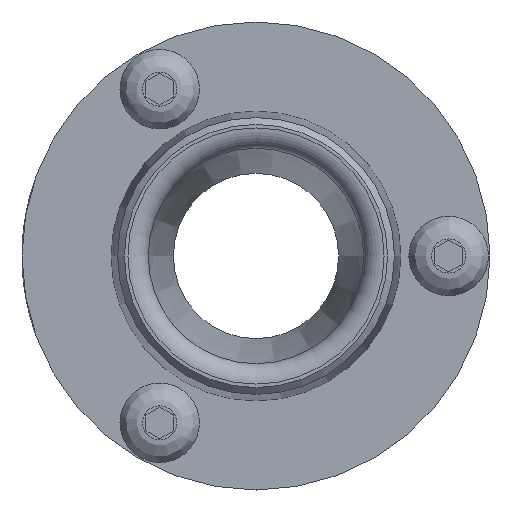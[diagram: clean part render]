
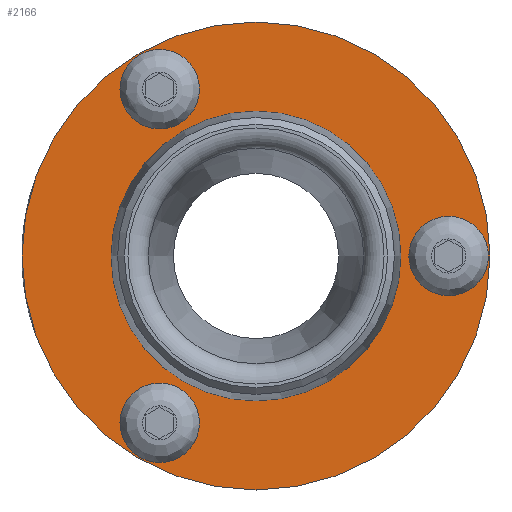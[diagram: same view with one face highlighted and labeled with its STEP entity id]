
A CAD part, left-side view. The second image highlights one B-rep face of the part: STEP entity #2166.
In plain terms, the highlighted planar face has unit normal (-1, 0, 0).
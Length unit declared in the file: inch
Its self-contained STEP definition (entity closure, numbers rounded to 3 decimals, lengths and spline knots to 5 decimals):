
#1801=CARTESIAN_POINT('',(13.80888,7.95316,-0.85195));
#1802=VERTEX_POINT('',#1801);
#1803=CARTESIAN_POINT('',(13.80888,7.89866,-0.75756));
#1804=DIRECTION('',(1.,0.0,0.0));
#1805=DIRECTION('',(0.0,-0.5,0.866));
#1806=AXIS2_PLACEMENT_3D('',#1803,#1804,#1805);
#1807=CIRCLE('',#1806,0.109);
#1808=EDGE_CURVE('',#1802,#1802,#1807,.T.);
#1829=CARTESIAN_POINT('',(13.80888,7.95316,0.85195));
#1830=VERTEX_POINT('',#1829);
#1831=CARTESIAN_POINT('',(13.80888,7.89866,0.75756));
#1832=DIRECTION('',(1.0,0.0,0.0));
#1833=DIRECTION('',(0.0,-0.5,-0.866));
#1834=AXIS2_PLACEMENT_3D('',#1831,#1832,#1833);
#1835=CIRCLE('',#1834,0.109);
#1836=EDGE_CURVE('',#1830,#1830,#1835,.T.);
#1857=CARTESIAN_POINT('',(13.80888,6.47753,0.));
#1858=VERTEX_POINT('',#1857);
#1859=CARTESIAN_POINT('',(13.80888,6.58653,0.0));
#1860=DIRECTION('',(1.0,0.0,0.0));
#1861=DIRECTION('',(0.0,1.0,0.0));
#1862=AXIS2_PLACEMENT_3D('',#1859,#1860,#1861);
#1863=CIRCLE('',#1862,0.109);
#1864=EDGE_CURVE('',#1858,#1858,#1863,.T.);
#1885=CARTESIAN_POINT('',(13.80888,8.08128,0.0));
#1886=VERTEX_POINT('',#1885);
#1887=CARTESIAN_POINT('',(13.80888,7.46128,0.0));
#1888=DIRECTION('',(-1.0,0.0,0.0));
#1889=DIRECTION('',(0.0,1.0,0.0));
#1890=AXIS2_PLACEMENT_3D('',#1887,#1888,#1889);
#1891=CIRCLE('',#1890,0.62);
#1892=EDGE_CURVE('',#1886,#1886,#1891,.T.);
#2131=CARTESIAN_POINT('',(13.80888,8.52378,0.0));
#2132=VERTEX_POINT('',#2131);
#2133=CARTESIAN_POINT('',(13.80888,7.46128,0.0));
#2134=DIRECTION('',(-1.0,0.0,0.0));
#2135=DIRECTION('',(0.0,1.0,0.0));
#2136=AXIS2_PLACEMENT_3D('',#2133,#2134,#2135);
#2137=CIRCLE('',#2136,1.0625);
#2138=EDGE_CURVE('',#2132,#2132,#2137,.T.);
#2146=CARTESIAN_POINT('',(13.80888,8.30253,0.0));
#2147=DIRECTION('',(-1.0,0.0,0.0));
#2148=DIRECTION('',(0.0,0.0,1.0));
#2149=AXIS2_PLACEMENT_3D('',#2146,#2147,#2148);
#2150=PLANE('',#2149);
#2151=ORIENTED_EDGE('',*,*,#2138,.T.);
#2152=EDGE_LOOP('',(#2151));
#2153=FACE_OUTER_BOUND('',#2152,.T.);
#2154=ORIENTED_EDGE('',*,*,#1808,.T.);
#2155=EDGE_LOOP('',(#2154));
#2156=FACE_BOUND('',#2155,.T.);
#2157=ORIENTED_EDGE('',*,*,#1836,.T.);
#2158=EDGE_LOOP('',(#2157));
#2159=FACE_BOUND('',#2158,.T.);
#2160=ORIENTED_EDGE('',*,*,#1864,.T.);
#2161=EDGE_LOOP('',(#2160));
#2162=FACE_BOUND('',#2161,.T.);
#2163=ORIENTED_EDGE('',*,*,#1892,.F.);
#2164=EDGE_LOOP('',(#2163));
#2165=FACE_BOUND('',#2164,.T.);
#2166=ADVANCED_FACE('',(#2153,#2156,#2159,#2162,#2165),#2150,.T.);
